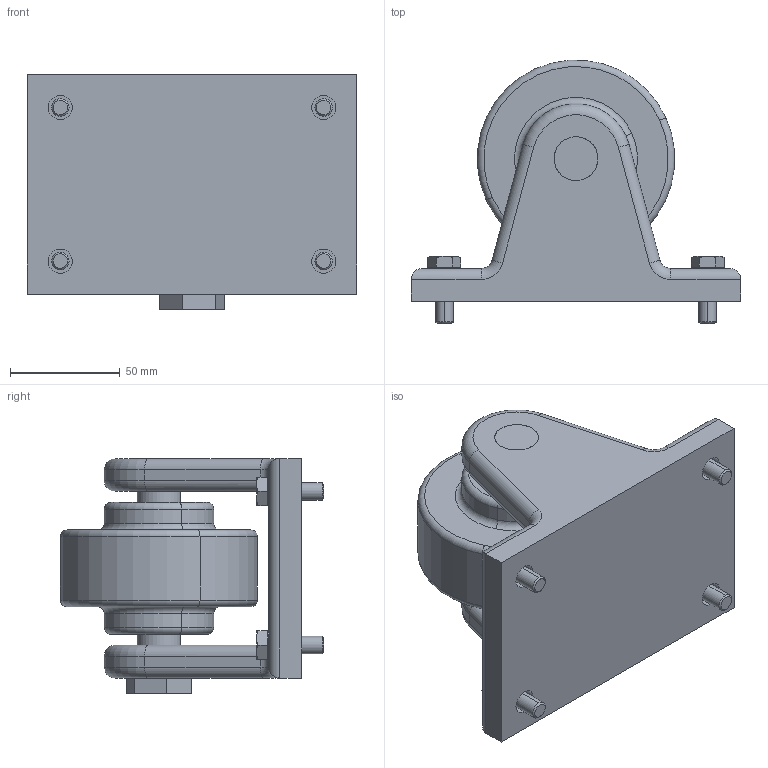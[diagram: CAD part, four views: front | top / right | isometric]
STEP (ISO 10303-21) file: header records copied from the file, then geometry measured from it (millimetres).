
FILE_DESCRIPTION (( 'STEP AP214' ), '1' );
FILE_NAME ('Wheel.STEP', '2024-07-04T17:35:36', ( '' ), ( '' ), 'SwSTEP 2.0', 'SolidWorks 2023', '' );
FILE_SCHEMA (( 'AUTOMOTIVE_DESIGN' ));
Length unit declared in the file: millimetre
Products named in the file (5): Section 4 -wheel2; Wheel; pin; hex cap screw_am_B18.2.3.1M - Hex cap screw, M8 x 1.25 x 25 --25C; Section 3 - bracket -nh
Assembly tree (7 placements, depth 2):
  Wheel
    Section 3 - bracket -nh
    Section 4 -wheel2
    pin
    hex cap screw_am_B18.2.3.1M - Hex cap screw, M8 x 1.25 x 25 --25C  x4
Bounding box: 150 x 119.86 x 107 mm (x, y, z)
Volume: 622694.4 mm3; surface area: 100666 mm2
Topology: 7 solids, 7 shells, 237 faces, 508 edges, 304 vertices
Faces by surface type: plane 97, cylinder 84, cone 32, torus 20, bspline 4
Entity records: 4622 total; most frequent: CARTESIAN_POINT 934, DIRECTION 816, ORIENTED_EDGE 680, EDGE_CURVE 340, AXIS2_PLACEMENT_3D 338, VERTEX_POINT 208, EDGE_LOOP 186, CIRCLE 176
